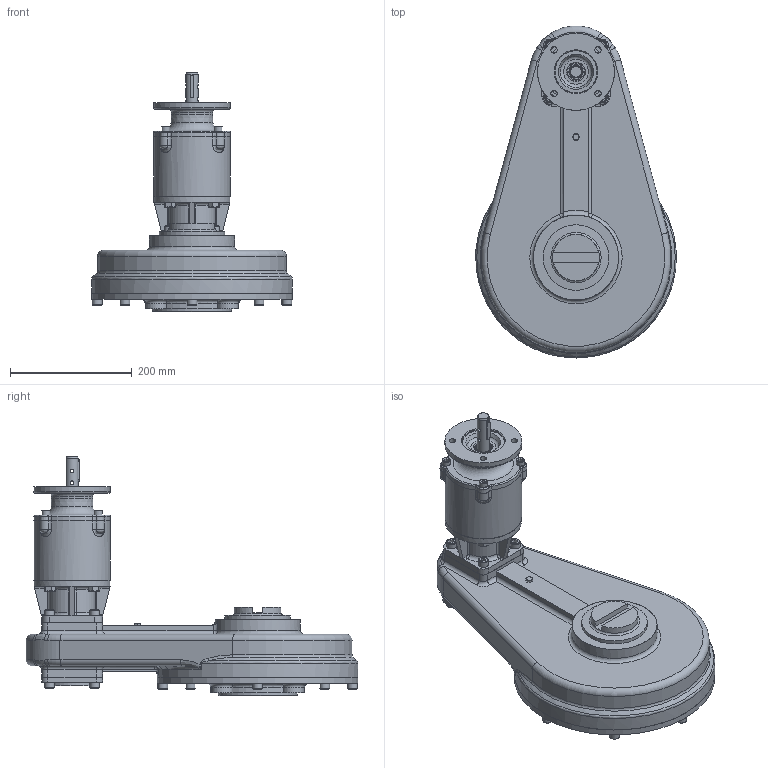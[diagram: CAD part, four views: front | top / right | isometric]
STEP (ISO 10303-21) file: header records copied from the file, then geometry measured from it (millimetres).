
FILE_DESCRIPTION( ( 'Unknown' ), '1' );
FILE_NAME( 'PUB-HOS7MPR4-16.7-E-F16.stp', 'Unknown', ( 'Unknown' ), ( 'Unknown' ), 'PSStep 16.0.42', 'Unknown', ' ' );
FILE_SCHEMA( ( 'AUTOMOTIVE_DESIGN { 1 0 10303 214 1 1 1 1 }' ) );
Length unit declared in the file: millimetre
Products named in the file (40): 1; 2; 3; 4; 5; 6; 7; 8; 9; 10; 11; 12; 13; 14; 15; 16; 17; 18; 19; 20; 21; 22; trelleborg_trea00200-n7mm_b5c67wtxxcj74kwnwb2box077_01; 23; 24; 25; 26; 27; 28; 29; 30; 31; 32; 33; 34; 35; 36; 37; 38; 39
Bounding box: 330 x 545.86 x 393.52 mm (x, y, z)
Surface area: 572968.5 mm2 (no closed solid volume)
Topology: 0 solids, 608 shells, 608 faces, 2754 edges, 2653 vertices
Faces by surface type: plane 269, cylinder 137, cone 77, bspline 66, torus 57, sphere 2
Full cylindrical faces by diameter (mm): 6 x2, 10.5 x4, 13.27 x4, 16 x16, 17.5 x4, 20 x1, 30 x2, 70 x1, 80 x1, 90.15 x1, 107.95 x1, 125 x1, 126 x1, 129.95 x1, 139.98 x1, 140 x1, 330 x2
Entity records: 49853 total; most frequent: CARTESIAN_POINT 24620, DIRECTION 4125, VERTEX_POINT 2608, ORIENTED_EDGE 2604, EDGE_CURVE 2604, AXIS2_PLACEMENT_3D 1457, LINE 1211, VECTOR 1211
